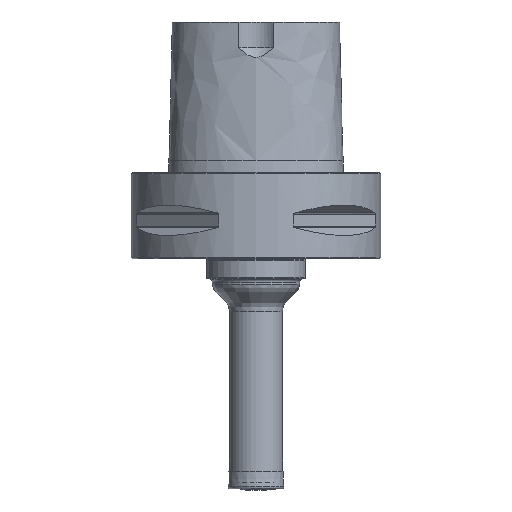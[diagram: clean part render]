
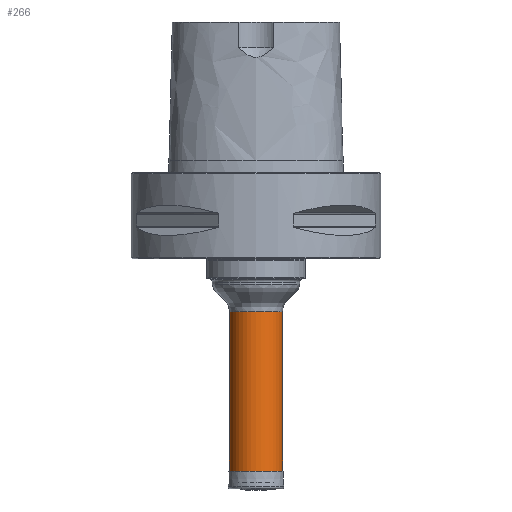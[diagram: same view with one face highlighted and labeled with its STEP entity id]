
A CAD part, front view. The second image highlights one B-rep face of the part: STEP entity #266.
In plain terms, the highlighted cylindrical face has radius 6.7 mm (diameter 13.4 mm), a full revolution.
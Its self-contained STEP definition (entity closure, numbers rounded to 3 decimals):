
#266=ADVANCED_FACE('TB_IB_SU_5',(#338,#339),#324,.T.);
#324=CYLINDRICAL_SURFACE('',#872,6.7);
#338=FACE_BOUND('',#410,.T.);
#339=FACE_BOUND('',#411,.T.);
#410=EDGE_LOOP('',(#504));
#411=EDGE_LOOP('',(#505));
#504=ORIENTED_EDGE('',*,*,#749,.T.);
#505=ORIENTED_EDGE('',*,*,#750,.F.);
#678=VERTEX_POINT('',#1187);
#679=VERTEX_POINT('',#1189);
#749=EDGE_CURVE('',#678,#678,#836,.T.);
#750=EDGE_CURVE('',#679,#679,#837,.T.);
#836=CIRCLE('',#870,6.7);
#837=CIRCLE('',#871,6.7);
#870=AXIS2_PLACEMENT_3D('',#1186,#968,#969);
#871=AXIS2_PLACEMENT_3D('',#1188,#970,#971);
#872=AXIS2_PLACEMENT_3D('',#1190,#972,#973);
#968=DIRECTION('',(0.,0.,-1.));
#969=DIRECTION('',(-1.,0.,0.));
#970=DIRECTION('',(0.,0.,-1.));
#971=DIRECTION('',(-1.,0.,0.));
#972=DIRECTION('',(0.,0.,-1.));
#973=DIRECTION('',(-1.,0.,0.));
#1186=CARTESIAN_POINT('',(0.,0.,-35.));
#1187=CARTESIAN_POINT('',(-6.7,0.,-35.));
#1188=CARTESIAN_POINT('',(0.,0.,-78.));
#1189=CARTESIAN_POINT('',(-6.7,0.,-78.));
#1190=CARTESIAN_POINT('',(0.,0.,0.));
